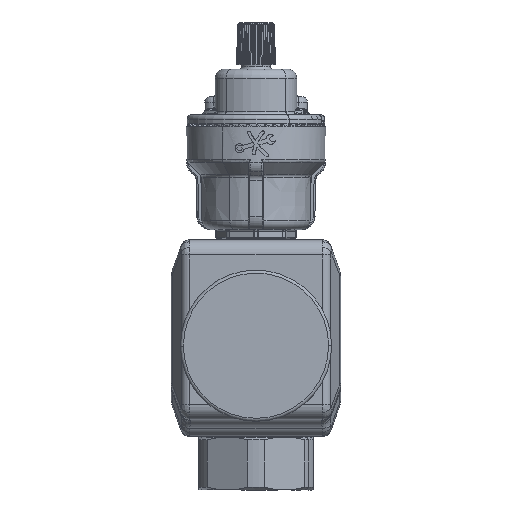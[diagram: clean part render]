
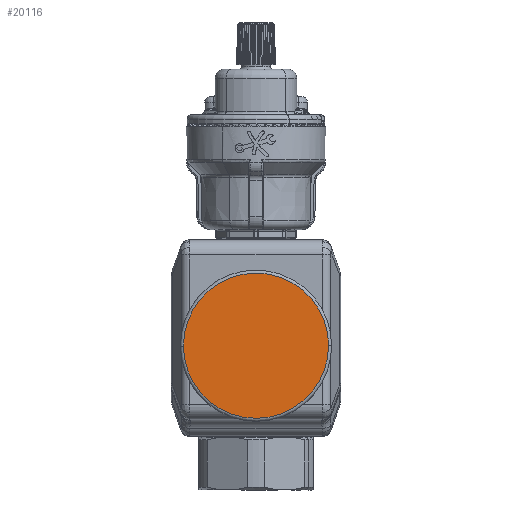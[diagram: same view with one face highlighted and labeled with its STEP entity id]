
A CAD part, front view. The second image highlights one B-rep face of the part: STEP entity #20116.
In plain terms, the highlighted planar face has unit normal (0, -1, 0).
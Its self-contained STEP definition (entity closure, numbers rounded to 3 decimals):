
#20093=CARTESIAN_POINT('Axis2P3D Location',(0.,-96.2,0.)) ;
#20098=CARTESIAN_POINT('Axis2P3D Location',(0.,-96.2,0.)) ;
#20102=CARTESIAN_POINT('Vertex',(-24.,-96.2,-0.141)) ;
#20104=CARTESIAN_POINT('Vertex',(24.,-96.2,0.141)) ;
#20107=CARTESIAN_POINT('Axis2P3D Location',(0.,-96.2,0.)) ;
#20094=DIRECTION('Axis2P3D Direction',(0.,-1.,0.)) ;
#20095=DIRECTION('Axis2P3D XDirection',(1.,0.,0.006)) ;
#20099=DIRECTION('Axis2P3D Direction',(0.,-1.,0.)) ;
#20108=DIRECTION('Axis2P3D Direction',(0.,-1.,0.)) ;
#20096=AXIS2_PLACEMENT_3D('Plane Axis2P3D',#20093,#20094,#20095) ;
#20100=AXIS2_PLACEMENT_3D('Circle Axis2P3D',#20098,#20099,$) ;
#20109=AXIS2_PLACEMENT_3D('Circle Axis2P3D',#20107,#20108,$) ;
#20113=ORIENTED_EDGE('',*,*,#20106,.T.) ;
#20114=ORIENTED_EDGE('',*,*,#20111,.T.) ;
#20116=ADVANCED_FACE('PartBody',(#20115),#20097,.T.) ;
#20101=CIRCLE('generated circle',#20100,24.) ;
#20110=CIRCLE('generated circle',#20109,24.) ;
#20106=EDGE_CURVE('',#20103,#20105,#20101,.T.) ;
#20111=EDGE_CURVE('',#20105,#20103,#20110,.T.) ;
#20112=EDGE_LOOP('',(#20113,#20114)) ;
#20115=FACE_OUTER_BOUND('',#20112,.T.) ;
#20097=PLANE('',#20096) ;
#20103=VERTEX_POINT('',#20102) ;
#20105=VERTEX_POINT('',#20104) ;
